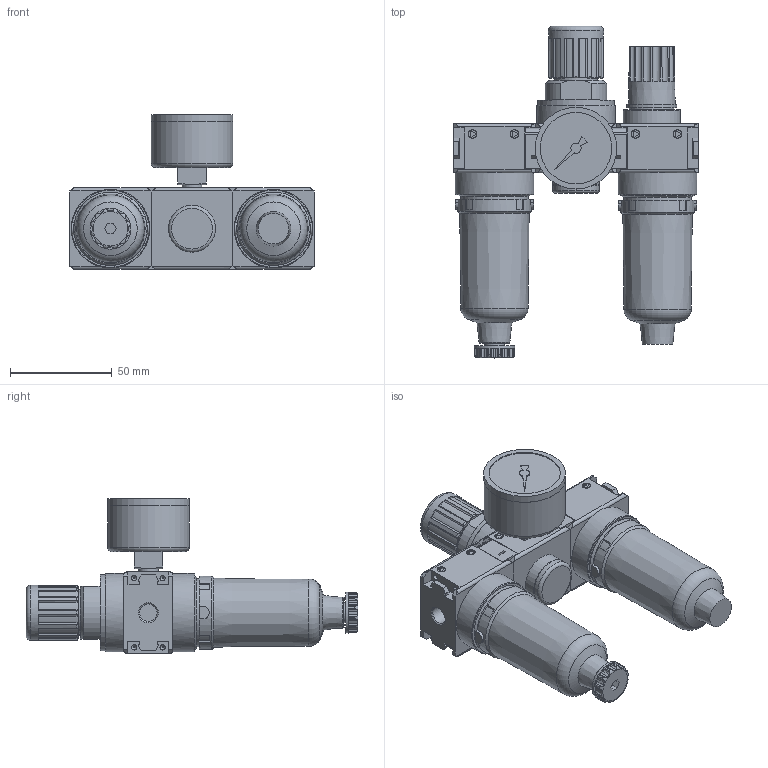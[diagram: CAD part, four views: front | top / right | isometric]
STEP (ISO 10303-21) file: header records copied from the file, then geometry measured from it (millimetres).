
FILE_DESCRIPTION( ( 'STEP AP203' ), '1' );
FILE_NAME( '9_2700_00_614_2_03.stp', ' ', ( ' ' ), ( ' ' ), 'PSStep 15.0.47', 'PARTsolutions', ' ' );
FILE_SCHEMA( ( 'CONFIG_CONTROL_DESIGN' ) );
Length unit declared in the file: millimetre
Products named in the file (10): 9.2700.00.614; _F 05 K-HA(00)-1; _F 05 K-HA-3; _R 05-3(00)-1; _R 05-3-2; _L 05 K(00)-1; _L 05 K-3; _KP 05-2; _KP 05-1_1; _KP 05-1
Assembly tree (12 placements, depth 2):
  9.2700.00.614
    _F 05 K-HA(00)-1
    _F 05 K-HA-3
    _R 05-3(00)-1
    _R 05-3-2
    _L 05 K(00)-1
    _L 05 K-3
    _KP 05-2  x2
    _KP 05-1_1  x2
    _KP 05-1  x2
Bounding box: 120 x 162.8 x 76 mm (x, y, z)
Volume: 336609 mm3; surface area: 66596.8 mm2
Topology: 12 solids, 12 shells, 822 faces, 2081 edges, 1375 vertices
Faces by surface type: plane 519, cylinder 241, cone 43, torus 17, sphere 2
Full cylindrical faces by diameter (mm): 2.6 x16, 3 x16, 4.1 x12, 6.3 x1, 8.566 x7, 9.728 x2, 16 x3, 20 x1, 20.3 x3, 21 x1, 22 x1, 23 x2, 24.5 x1, 27 x1, 28 x1, 33.3 x2, 35 x1, 36 x3, 37.5 x1, 38.5 x3, 39.96 x1, 40 x2
Entity records: 23364 total; most frequent: CARTESIAN_POINT 4873, DIRECTION 3762, ORIENTED_EDGE 3586, EDGE_CURVE 1793, AXIS2_PLACEMENT_3D 1314, VERTEX_POINT 1262, LINE 1134, VECTOR 1134
